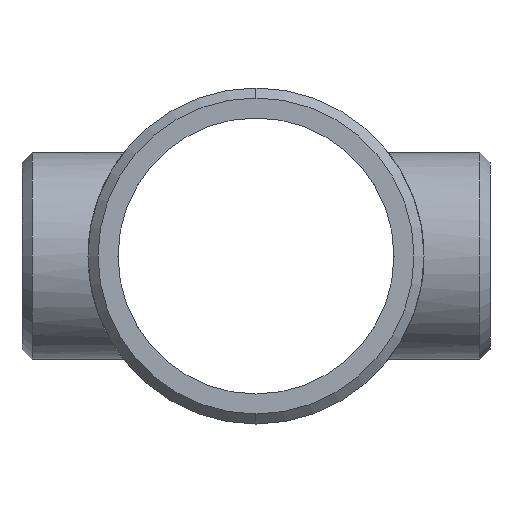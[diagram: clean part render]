
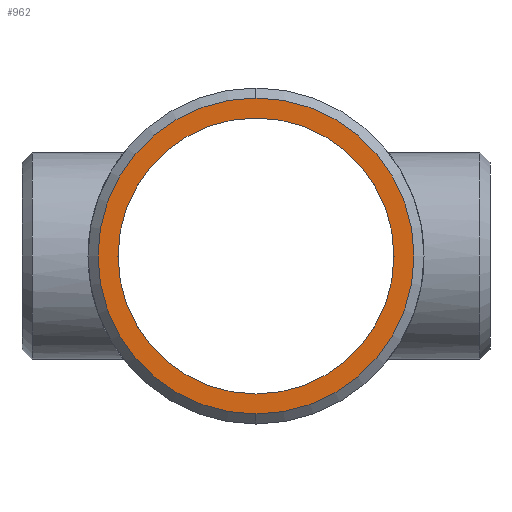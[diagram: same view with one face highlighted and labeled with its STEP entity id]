
A CAD part, left-side view. The second image highlights one B-rep face of the part: STEP entity #962.
In plain terms, the highlighted planar face has unit normal (-1, 0, 0).
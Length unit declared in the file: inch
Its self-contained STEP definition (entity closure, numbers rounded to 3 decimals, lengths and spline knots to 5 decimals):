
#19 = DIRECTION ( 'NONE',  ( -1., 0., 0. ) ) ;
#51 = CARTESIAN_POINT ( 'NONE',  ( -11., 0., 6.58333 ) ) ;
#119 = AXIS2_PLACEMENT_3D ( 'NONE', #1150, #1260, #1174 ) ;
#140 = DIRECTION ( 'NONE',  ( 0., 0., 1. ) ) ;
#213 = CIRCLE ( 'NONE', #963, 6.58333 ) ;
#231 = FACE_OUTER_BOUND ( 'NONE', #851, .T. ) ;
#263 = CARTESIAN_POINT ( 'NONE',  ( -11., 0., 0. ) ) ;
#357 = EDGE_CURVE ( 'NONE', #455, #1182, #830, .T. ) ;
#360 = VERTEX_POINT ( 'NONE', #51 ) ;
#388 = DIRECTION ( 'NONE',  ( 0., 0., 1. ) ) ;
#400 = EDGE_CURVE ( 'NONE', #1182, #455, #1467, .T. ) ;
#420 = EDGE_CURVE ( 'NONE', #360, #772, #1193, .T. ) ;
#445 = EDGE_CURVE ( 'NONE', #772, #360, #213, .T. ) ;
#455 = VERTEX_POINT ( 'NONE', #840 ) ;
#482 = CARTESIAN_POINT ( 'NONE',  ( -11., 0., 0. ) ) ;
#530 = ORIENTED_EDGE ( 'NONE', *, *, #357, .T. ) ;
#572 = ORIENTED_EDGE ( 'NONE', *, *, #445, .T. ) ;
#633 = CARTESIAN_POINT ( 'NONE',  ( -11., 0., 5.75 ) ) ;
#683 = FACE_BOUND ( 'NONE', #694, .T. ) ;
#694 = EDGE_LOOP ( 'NONE', ( #860, #530 ) ) ;
#772 = VERTEX_POINT ( 'NONE', #1312 ) ;
#808 = AXIS2_PLACEMENT_3D ( 'NONE', #482, #19, #821 ) ;
#821 = DIRECTION ( 'NONE',  ( 0., 0., -1. ) ) ;
#830 = CIRCLE ( 'NONE', #878, 5.75 ) ;
#840 = CARTESIAN_POINT ( 'NONE',  ( -11., 0., -5.75 ) ) ;
#851 = EDGE_LOOP ( 'NONE', ( #572, #1459 ) ) ;
#854 = AXIS2_PLACEMENT_3D ( 'NONE', #263, #1167, #388 ) ;
#860 = ORIENTED_EDGE ( 'NONE', *, *, #400, .T. ) ;
#878 = AXIS2_PLACEMENT_3D ( 'NONE', #1044, #1286, #1279 ) ;
#962 = ADVANCED_FACE ( 'NONE', ( #231, #683 ), #1252, .T. ) ;
#963 = AXIS2_PLACEMENT_3D ( 'NONE', #1144, #1039, #140 ) ;
#1039 = DIRECTION ( 'NONE',  ( -1., 0., 0. ) ) ;
#1044 = CARTESIAN_POINT ( 'NONE',  ( -11., 0., 0. ) ) ;
#1144 = CARTESIAN_POINT ( 'NONE',  ( -11., 0., 0. ) ) ;
#1150 = CARTESIAN_POINT ( 'NONE',  ( -11., 0., 0. ) ) ;
#1167 = DIRECTION ( 'NONE',  ( 1., 0., 0. ) ) ;
#1174 = DIRECTION ( 'NONE',  ( 0., 0., 1. ) ) ;
#1182 = VERTEX_POINT ( 'NONE', #633 ) ;
#1193 = CIRCLE ( 'NONE', #119, 6.58333 ) ;
#1252 = PLANE ( 'NONE',  #808 ) ;
#1260 = DIRECTION ( 'NONE',  ( -1., 0., 0. ) ) ;
#1279 = DIRECTION ( 'NONE',  ( 0., 0., 1. ) ) ;
#1286 = DIRECTION ( 'NONE',  ( 1., 0., 0. ) ) ;
#1312 = CARTESIAN_POINT ( 'NONE',  ( -11., 0., -6.58333 ) ) ;
#1459 = ORIENTED_EDGE ( 'NONE', *, *, #420, .T. ) ;
#1467 = CIRCLE ( 'NONE', #854, 5.75 ) ;
